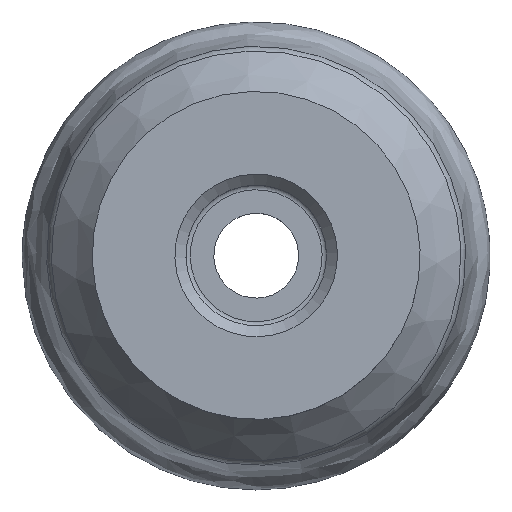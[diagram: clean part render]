
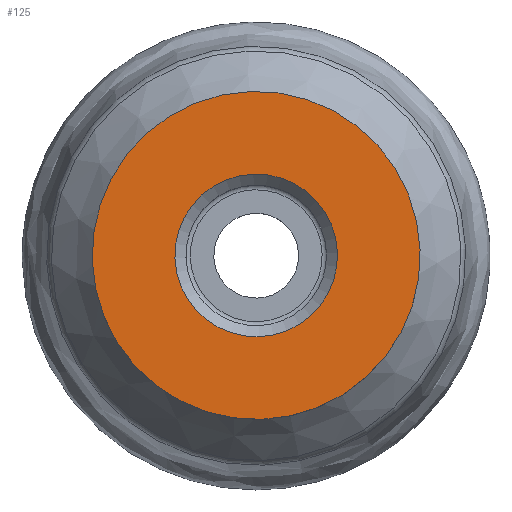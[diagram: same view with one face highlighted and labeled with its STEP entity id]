
A CAD part, top view. The second image highlights one B-rep face of the part: STEP entity #125.
In plain terms, the highlighted planar face has unit normal (0, 0, 1).
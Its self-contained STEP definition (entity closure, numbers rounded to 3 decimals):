
#118=PLANE('',#543);
#125=ADVANCED_FACE('CU_BCK',(#163,#164),#118,.T.);
#163=FACE_BOUND('',#220,.T.);
#164=FACE_BOUND('',#221,.T.);
#220=EDGE_LOOP('',(#276));
#221=EDGE_LOOP('',(#277));
#276=ORIENTED_EDGE('',*,*,#361,.F.);
#277=ORIENTED_EDGE('',*,*,#362,.F.);
#332=VERTEX_POINT('',#770);
#333=VERTEX_POINT('',#772);
#361=EDGE_CURVE('',#332,#332,#389,.T.);
#362=EDGE_CURVE('',#333,#333,#390,.T.);
#389=CIRCLE('',#541,11.03);
#390=CIRCLE('',#542,22.25);
#541=AXIS2_PLACEMENT_3D('',#769,#628,#629);
#542=AXIS2_PLACEMENT_3D('',#771,#630,#631);
#543=AXIS2_PLACEMENT_3D('',#773,#632,#633);
#628=DIRECTION('',(0.,0.,1.));
#629=DIRECTION('',(-0.208,0.978,0.));
#630=DIRECTION('',(0.,0.,-1.));
#631=DIRECTION('',(-0.208,0.978,0.));
#632=DIRECTION('',(0.,0.,1.));
#633=DIRECTION('',(-0.208,0.978,0.));
#769=CARTESIAN_POINT('',(0.,0.,0.));
#770=CARTESIAN_POINT('',(-2.293,10.789,0.));
#771=CARTESIAN_POINT('',(0.,0.,0.));
#772=CARTESIAN_POINT('',(-4.626,21.764,0.));
#773=CARTESIAN_POINT('',(-22.25,0.,0.));
